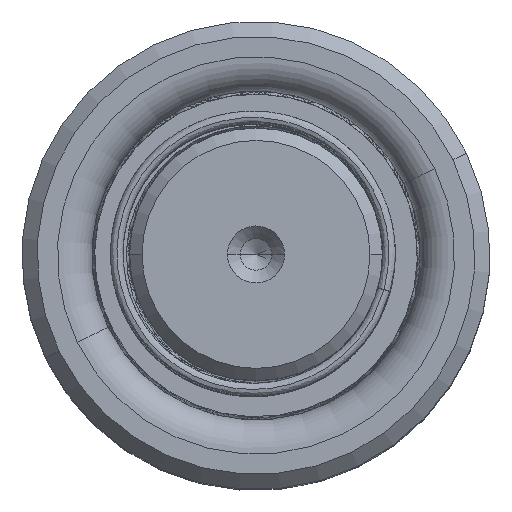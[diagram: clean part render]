
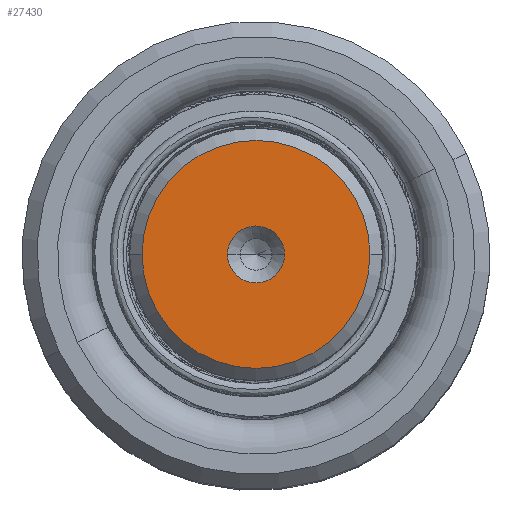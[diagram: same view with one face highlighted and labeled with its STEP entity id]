
A CAD part, top view. The second image highlights one B-rep face of the part: STEP entity #27430.
In plain terms, the highlighted planar face has unit normal (0, 0, 1).
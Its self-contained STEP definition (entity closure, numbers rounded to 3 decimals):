
#67 = CARTESIAN_POINT ( 'NONE',  ( 0., 0., 100. ) ) ;
#2064 = DIRECTION ( 'NONE',  ( 1., 0., 0. ) ) ;
#2408 = DIRECTION ( 'NONE',  ( 1., 0., 0. ) ) ;
#2694 = DIRECTION ( 'NONE',  ( 1., 0., 0. ) ) ;
#2756 = ORIENTED_EDGE ( 'NONE', *, *, #20115, .T. ) ;
#2869 = CARTESIAN_POINT ( 'NONE',  ( -9.009, 0., 100. ) ) ;
#3431 = VERTEX_POINT ( 'NONE', #14463 ) ;
#3968 = CARTESIAN_POINT ( 'NONE',  ( -2.25, 0., 100. ) ) ;
#4190 = CARTESIAN_POINT ( 'NONE',  ( 0., 0., 100. ) ) ;
#4443 = CARTESIAN_POINT ( 'NONE',  ( 0., 0., 100. ) ) ;
#4658 = DIRECTION ( 'NONE',  ( 0., 0., 1. ) ) ;
#5460 = VERTEX_POINT ( 'NONE', #3968 ) ;
#5534 = EDGE_CURVE ( 'NONE', #3431, #27686, #14809, .T. ) ;
#6928 = DIRECTION ( 'NONE',  ( 1., 0., 0. ) ) ;
#9753 = DIRECTION ( 'NONE',  ( 0., 0., 1. ) ) ;
#10492 = DIRECTION ( 'NONE',  ( 0., 0., 1. ) ) ;
#11369 = CIRCLE ( 'NONE', #26660, 2.25 ) ;
#12418 = CIRCLE ( 'NONE', #23794, 2.25 ) ;
#12536 = ORIENTED_EDGE ( 'NONE', *, *, #17473, .F. ) ;
#13114 = CARTESIAN_POINT ( 'NONE',  ( 2.25, 0., 100. ) ) ;
#13748 = CIRCLE ( 'NONE', #28547, 9.009 ) ;
#14463 = CARTESIAN_POINT ( 'NONE',  ( 9.009, 0., 100. ) ) ;
#14809 = CIRCLE ( 'NONE', #19598, 9.009 ) ;
#14961 = FACE_OUTER_BOUND ( 'NONE', #26390, .T. ) ;
#17072 = FACE_BOUND ( 'NONE', #34504, .T. ) ;
#17473 = EDGE_CURVE ( 'NONE', #5460, #27034, #12418, .T. ) ;
#19598 = AXIS2_PLACEMENT_3D ( 'NONE', #4190, #4658, #23257 ) ;
#20115 = EDGE_CURVE ( 'NONE', #27686, #3431, #13748, .T. ) ;
#23257 = DIRECTION ( 'NONE',  ( 1., 0., 0. ) ) ;
#23794 = AXIS2_PLACEMENT_3D ( 'NONE', #25982, #9753, #6928 ) ;
#24481 = ORIENTED_EDGE ( 'NONE', *, *, #5534, .T. ) ;
#25982 = CARTESIAN_POINT ( 'NONE',  ( 0., 0., 100. ) ) ;
#26135 = AXIS2_PLACEMENT_3D ( 'NONE', #4443, #31876, #2064 ) ;
#26390 = EDGE_LOOP ( 'NONE', ( #2756, #24481 ) ) ;
#26660 = AXIS2_PLACEMENT_3D ( 'NONE', #67, #10492, #2694 ) ;
#27034 = VERTEX_POINT ( 'NONE', #13114 ) ;
#27430 = ADVANCED_FACE ( 'NONE', ( #17072, #14961 ), #28581, .T. ) ;
#27686 = VERTEX_POINT ( 'NONE', #2869 ) ;
#28547 = AXIS2_PLACEMENT_3D ( 'NONE', #32218, #29708, #2408 ) ;
#28581 = PLANE ( 'NONE',  #26135 ) ;
#29426 = ORIENTED_EDGE ( 'NONE', *, *, #33984, .F. ) ;
#29708 = DIRECTION ( 'NONE',  ( 0., 0., 1. ) ) ;
#31876 = DIRECTION ( 'NONE',  ( 0., 0., 1. ) ) ;
#32218 = CARTESIAN_POINT ( 'NONE',  ( 0., 0., 100. ) ) ;
#33984 = EDGE_CURVE ( 'NONE', #27034, #5460, #11369, .T. ) ;
#34504 = EDGE_LOOP ( 'NONE', ( #29426, #12536 ) ) ;
